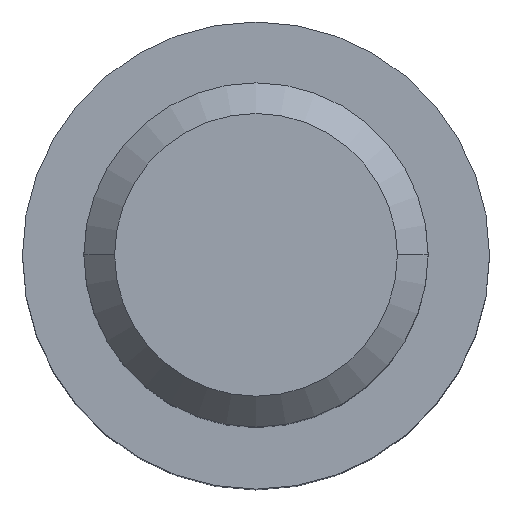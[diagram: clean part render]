
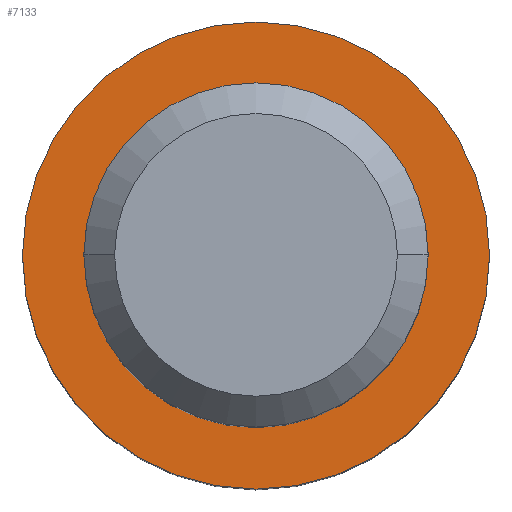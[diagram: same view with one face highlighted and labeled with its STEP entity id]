
A CAD part, top view. The second image highlights one B-rep face of the part: STEP entity #7133.
In plain terms, the highlighted planar face has unit normal (0, 0, 1).
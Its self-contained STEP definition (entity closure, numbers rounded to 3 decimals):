
#167 = CIRCLE ( 'NONE', #11133, 3.8 ) ;
#544 = DIRECTION ( 'NONE',  ( 1., 0., 0. ) ) ;
#652 = CARTESIAN_POINT ( 'NONE',  ( 3.8, 0., 8. ) ) ;
#683 = EDGE_CURVE ( 'NONE', #6923, #4731, #12566, .T. ) ;
#1745 = ORIENTED_EDGE ( 'NONE', *, *, #683, .T. ) ;
#2031 = DIRECTION ( 'NONE',  ( 0., 0., 1. ) ) ;
#2115 = CARTESIAN_POINT ( 'NONE',  ( 0., 0., 8. ) ) ;
#2446 = CIRCLE ( 'NONE', #9044, 2.8 ) ;
#2540 = EDGE_LOOP ( 'NONE', ( #11323, #1745 ) ) ;
#3113 = DIRECTION ( 'NONE',  ( 1., 0., 0. ) ) ;
#3451 = CIRCLE ( 'NONE', #11647, 2.8 ) ;
#3701 = VERTEX_POINT ( 'NONE', #4130 ) ;
#3861 = ORIENTED_EDGE ( 'NONE', *, *, #7170, .F. ) ;
#3997 = PLANE ( 'NONE',  #9728 ) ;
#4130 = CARTESIAN_POINT ( 'NONE',  ( -2.8, 0., 8. ) ) ;
#4283 = DIRECTION ( 'NONE',  ( 0., 0., 1. ) ) ;
#4731 = VERTEX_POINT ( 'NONE', #8259 ) ;
#4737 = EDGE_CURVE ( 'NONE', #3701, #12488, #3451, .T. ) ;
#4785 = FACE_BOUND ( 'NONE', #11390, .T. ) ;
#5234 = CARTESIAN_POINT ( 'NONE',  ( 0., 0., 8. ) ) ;
#6232 = DIRECTION ( 'NONE',  ( 1., 0., 0. ) ) ;
#6523 = DIRECTION ( 'NONE',  ( 0., 0., 1. ) ) ;
#6923 = VERTEX_POINT ( 'NONE', #652 ) ;
#7133 = ADVANCED_FACE ( 'NONE', ( #7440, #4785 ), #3997, .T. ) ;
#7170 = EDGE_CURVE ( 'NONE', #12488, #3701, #2446, .T. ) ;
#7440 = FACE_OUTER_BOUND ( 'NONE', #2540, .T. ) ;
#8259 = CARTESIAN_POINT ( 'NONE',  ( -3.8, 0., 8. ) ) ;
#8936 = EDGE_CURVE ( 'NONE', #4731, #6923, #167, .T. ) ;
#8991 = DIRECTION ( 'NONE',  ( 1., 0., 0. ) ) ;
#9044 = AXIS2_PLACEMENT_3D ( 'NONE', #2115, #9083, #3113 ) ;
#9083 = DIRECTION ( 'NONE',  ( 0., 0., 1. ) ) ;
#9457 = CARTESIAN_POINT ( 'NONE',  ( 2.8, 0., 8. ) ) ;
#9728 = AXIS2_PLACEMENT_3D ( 'NONE', #9961, #2031, #8991 ) ;
#9951 = ORIENTED_EDGE ( 'NONE', *, *, #4737, .F. ) ;
#9961 = CARTESIAN_POINT ( 'NONE',  ( 0., 0., 8. ) ) ;
#10271 = CARTESIAN_POINT ( 'NONE',  ( 0., 0., 8. ) ) ;
#10824 = AXIS2_PLACEMENT_3D ( 'NONE', #12493, #6523, #544 ) ;
#11133 = AXIS2_PLACEMENT_3D ( 'NONE', #5234, #12191, #6232 ) ;
#11277 = DIRECTION ( 'NONE',  ( 1., 0., 0. ) ) ;
#11323 = ORIENTED_EDGE ( 'NONE', *, *, #8936, .T. ) ;
#11390 = EDGE_LOOP ( 'NONE', ( #9951, #3861 ) ) ;
#11647 = AXIS2_PLACEMENT_3D ( 'NONE', #10271, #4283, #11277 ) ;
#12191 = DIRECTION ( 'NONE',  ( 0., 0., 1. ) ) ;
#12488 = VERTEX_POINT ( 'NONE', #9457 ) ;
#12493 = CARTESIAN_POINT ( 'NONE',  ( 0., 0., 8. ) ) ;
#12566 = CIRCLE ( 'NONE', #10824, 3.8 ) ;
